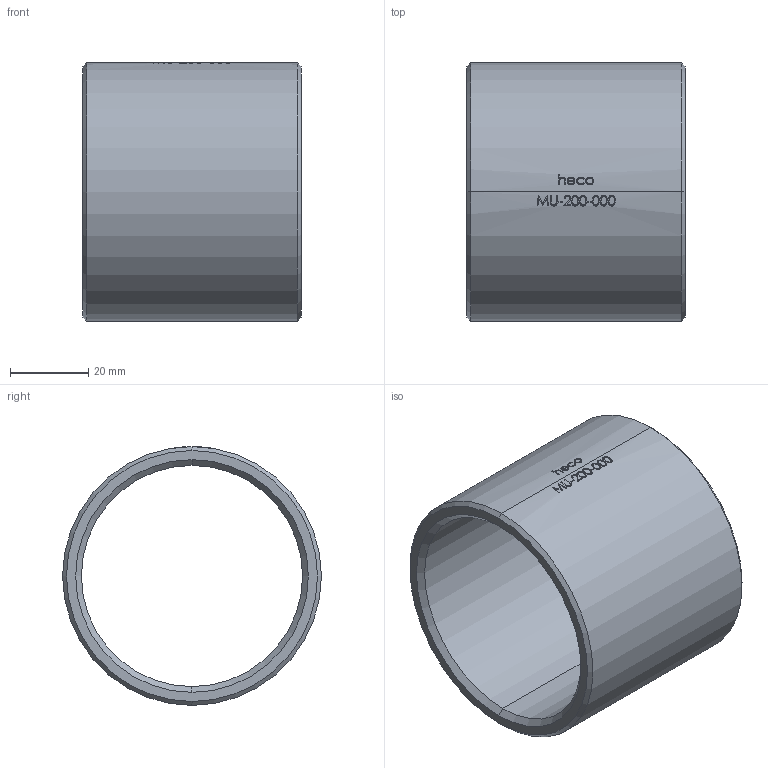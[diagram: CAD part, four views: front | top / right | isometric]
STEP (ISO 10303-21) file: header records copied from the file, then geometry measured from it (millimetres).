
FILE_DESCRIPTION (( 'STEP AP214' ), '1' );
FILE_NAME ('MU-200-000-x Muffe heco 1805.STEP', '2018-05-17T07:21:16', ( '' ), ( '' ), 'SwSTEP 2.0', 'SolidWorks 2016', '' );
FILE_SCHEMA (( 'AUTOMOTIVE_DESIGN' ));
Length unit declared in the file: millimetre
Products named in the file (1): MU-200-000-x Muffe heco 1805
Bounding box: 56 x 66.3 x 66.3 mm (x, y, z)
Volume: 51533.2 mm3; surface area: 22950.7 mm2
Topology: 1 solids, 1 shells, 174 faces, 445 edges, 294 vertices
Faces by surface type: bspline 106, plane 35, cylinder 25, cone 8
Entity records: 20897 total; most frequent: CARTESIAN_POINT 15881, ORIENTED_EDGE 890, EDGE_CURVE 445, B_SPLINE_CURVE_WITH_KNOTS 331, DIRECTION 296, VERTEX_POINT 294, EDGE_LOOP 197, FACE_OUTER_BOUND 174
